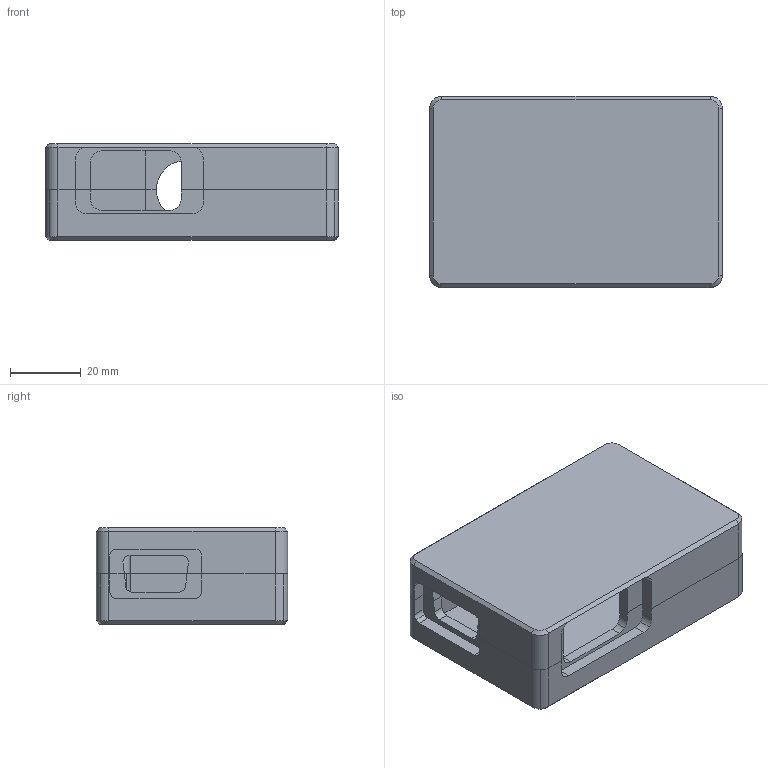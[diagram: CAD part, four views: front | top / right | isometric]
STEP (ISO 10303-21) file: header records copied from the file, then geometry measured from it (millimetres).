
FILE_DESCRIPTION (( 'STEP AP214' ), '1' );
FILE_NAME ('Triple Controller Adapter USB C (Ali Express) updated.2.STEP', '2022-12-15T15:32:11', ( '' ), ( '' ), 'SwSTEP 2.0', 'SolidWorks 2021', '' );
FILE_SCHEMA (( 'AUTOMOTIVE_DESIGN' ));
Length unit declared in the file: millimetre
Products named in the file (1): Triple Controller Adapter USB C (Ali Express) updated.2
Bounding box: 82.75 x 54.05 x 27.25 mm (x, y, z)
Volume: 34389.2 mm3; surface area: 29598.6 mm2
Topology: 2 solids, 2 shells, 224 faces, 610 edges, 396 vertices
Faces by surface type: plane 123, cylinder 81, cone 20
Entity records: 7125 total; most frequent: DIRECTION 1244, CARTESIAN_POINT 1231, ORIENTED_EDGE 1220, EDGE_CURVE 610, VECTOR 426, LINE 426, AXIS2_PLACEMENT_3D 409, VERTEX_POINT 396
